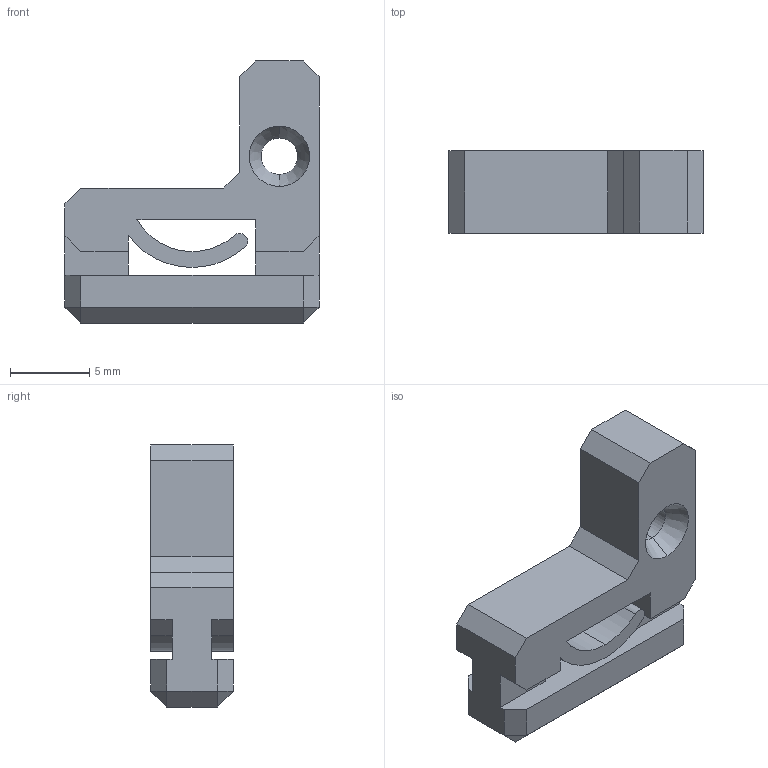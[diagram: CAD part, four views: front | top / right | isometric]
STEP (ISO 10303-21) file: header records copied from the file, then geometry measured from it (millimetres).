
FILE_DESCRIPTION (( 'STEP AP214' ), '1' );
FILE_NAME ('Friction_servo.STEP', '2014-07-25T16:49:22', ( 'Cesar' ), ( '' ), 'SwSTEP 2.0', 'SolidWorks 2013', '' );
FILE_SCHEMA (( 'AUTOMOTIVE_DESIGN' ));
Length unit declared in the file: millimetre
Products named in the file (1): Friction_servo
Bounding box: 16 x 5.2 x 16.5 mm (x, y, z)
Volume: 718 mm3; surface area: 849.7 mm2
Topology: 1 solids, 1 shells, 53 faces, 143 edges, 90 vertices
Faces by surface type: plane 42, cylinder 7, cone 4
Entity records: 1669 total; most frequent: CARTESIAN_POINT 287, ORIENTED_EDGE 286, DIRECTION 269, EDGE_CURVE 143, LINE 125, VECTOR 125, VERTEX_POINT 90, AXIS2_PLACEMENT_3D 72
